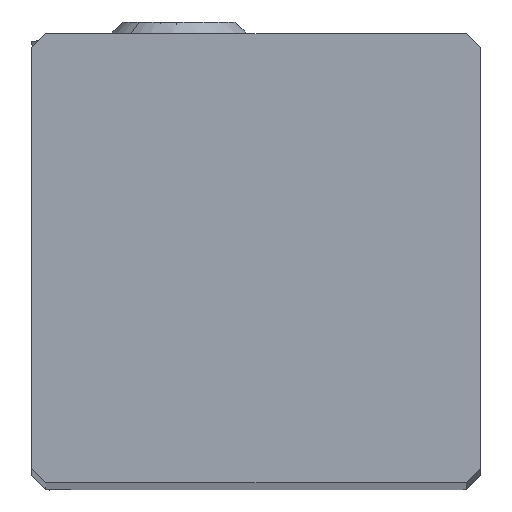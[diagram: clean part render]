
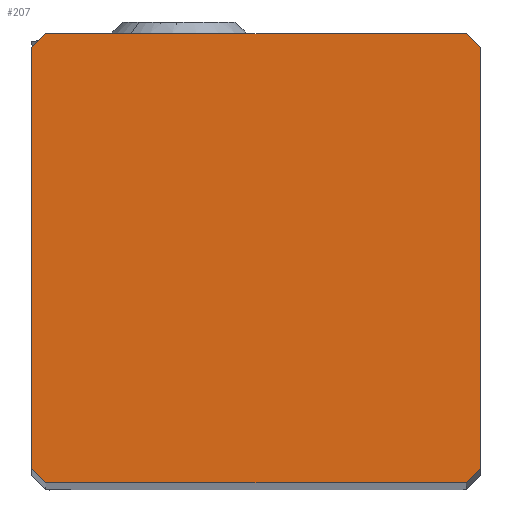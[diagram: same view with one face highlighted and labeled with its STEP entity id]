
A CAD part, top view. The second image highlights one B-rep face of the part: STEP entity #207.
In plain terms, the highlighted planar face has unit normal (0, 0, 1).
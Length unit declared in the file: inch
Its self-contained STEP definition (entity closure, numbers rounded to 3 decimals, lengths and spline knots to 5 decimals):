
#136=FACE_OUTER_BOUND('',#323,.T.);
#207=ADVANCED_FACE('',(#136),#267,.T.);
#267=PLANE('',#1560);
#323=EDGE_LOOP('',(#541,#542,#543,#544,#545,#546,#547,#548));
#541=ORIENTED_EDGE('',*,*,#994,.F.);
#542=ORIENTED_EDGE('',*,*,#995,.F.);
#543=ORIENTED_EDGE('',*,*,#941,.F.);
#544=ORIENTED_EDGE('',*,*,#937,.T.);
#545=ORIENTED_EDGE('',*,*,#996,.F.);
#546=ORIENTED_EDGE('',*,*,#997,.F.);
#547=ORIENTED_EDGE('',*,*,#998,.F.);
#548=ORIENTED_EDGE('',*,*,#993,.T.);
#791=VERTEX_POINT('',#2179);
#792=VERTEX_POINT('',#2181);
#795=VERTEX_POINT('',#2189);
#831=VERTEX_POINT('',#2291);
#832=VERTEX_POINT('',#2293);
#833=VERTEX_POINT('',#2297);
#834=VERTEX_POINT('',#2300);
#835=VERTEX_POINT('',#2302);
#937=EDGE_CURVE('',#792,#791,#1240,.T.);
#941=EDGE_CURVE('',#792,#795,#1242,.T.);
#993=EDGE_CURVE('',#831,#832,#1283,.T.);
#994=EDGE_CURVE('',#833,#832,#1284,.T.);
#995=EDGE_CURVE('',#795,#833,#1285,.T.);
#996=EDGE_CURVE('',#834,#791,#1286,.T.);
#997=EDGE_CURVE('',#835,#834,#1287,.T.);
#998=EDGE_CURVE('',#831,#835,#1288,.T.);
#1240=LINE('',#2180,#1352);
#1242=LINE('',#2188,#1354);
#1283=LINE('',#2294,#1395);
#1284=LINE('',#2296,#1396);
#1285=LINE('',#2298,#1397);
#1286=LINE('',#2299,#1398);
#1287=LINE('',#2301,#1399);
#1288=LINE('',#2303,#1400);
#1352=VECTOR('',#1771,1.);
#1354=VECTOR('',#1779,1.);
#1395=VECTOR('',#1866,1.);
#1396=VECTOR('',#1869,1.);
#1397=VECTOR('',#1870,1.);
#1398=VECTOR('',#1871,1.);
#1399=VECTOR('',#1872,1.);
#1400=VECTOR('',#1873,1.);
#1560=AXIS2_PLACEMENT_3D('',#2304,#1874,#1875);
#1771=DIRECTION('',(1.,0.,0.));
#1779=DIRECTION('',(-0.707,0.707,0.));
#1866=DIRECTION('',(-1.,0.,0.));
#1869=DIRECTION('',(0.707,0.707,0.));
#1870=DIRECTION('',(0.,1.,0.));
#1871=DIRECTION('',(-0.707,-0.707,0.));
#1872=DIRECTION('',(0.,-1.,0.));
#1873=DIRECTION('',(0.707,-0.707,0.));
#1874=DIRECTION('',(0.,0.,1.));
#1875=DIRECTION('',(-1.,0.,0.));
#2179=CARTESIAN_POINT('',(-0.01969,0.,0.));
#2180=CARTESIAN_POINT('',(-0.60551,0.,0.));
#2181=CARTESIAN_POINT('',(-0.60551,0.,0.));
#2188=CARTESIAN_POINT('',(-0.60551,0.,0.));
#2189=CARTESIAN_POINT('',(-0.6252,0.01969,0.));
#2291=CARTESIAN_POINT('',(-0.01969,0.6252,0.));
#2293=CARTESIAN_POINT('',(-0.60551,0.6252,0.));
#2294=CARTESIAN_POINT('',(-0.01969,0.6252,0.));
#2296=CARTESIAN_POINT('',(-0.6252,0.60551,0.));
#2297=CARTESIAN_POINT('',(-0.6252,0.60551,0.));
#2298=CARTESIAN_POINT('',(-0.6252,0.01969,0.));
#2299=CARTESIAN_POINT('',(0.,0.01969,0.));
#2300=CARTESIAN_POINT('',(0.,0.01969,0.));
#2301=CARTESIAN_POINT('',(0.,0.60551,0.));
#2302=CARTESIAN_POINT('',(0.,0.60551,0.));
#2303=CARTESIAN_POINT('',(-0.01969,0.6252,0.));
#2304=CARTESIAN_POINT('',(-0.3126,0.3126,0.));
